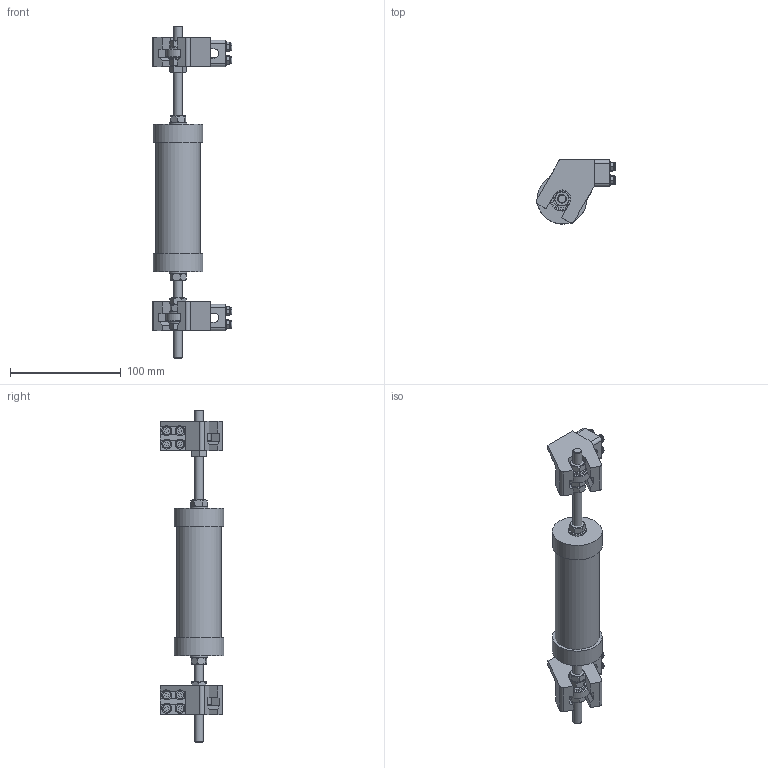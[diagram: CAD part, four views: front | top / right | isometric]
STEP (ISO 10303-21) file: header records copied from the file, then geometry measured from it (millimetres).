
FILE_DESCRIPTION(/* description */ ('Alibre Inc.'),/* implementation_level */ '2;1');
FILE_NAME(/* name */ 'export0',/* time_stamp */ '2012-08-02T17:55:27+02:00',/* author */ (''),/* organization */ (''),/* preprocessor_version */ 'ST-DEVELOPER v14',/* originating_system */ 'Alibre',/* authorisation */ '');
FILE_SCHEMA (('AUTOMOTIVE_DESIGN'));
Length unit declared in the file: centimetre
Products named in the file (15): ID_1
Bounding box: 71.78 x 57.72 x 300 mm (x, y, z)
Volume: 248980.9 mm3; surface area: 112572.5 mm2
Topology: 70 solids, 70 shells, 989 faces, 2230 edges, 1412 vertices
Faces by surface type: plane 473, cylinder 302, cone 198, torus 16
Full cylindrical faces by diameter (mm): 4 x8, 8 x1, 8.4 x5, 15 x2, 22.4 x3, 26 x1, 28 x3, 37 x2, 40 x1, 45 x2
Entity records: 6603 total; most frequent: CARTESIAN_POINT 1171, DIRECTION 1062, ORIENTED_EDGE 966, EDGE_CURVE 483, AXIS2_PLACEMENT_3D 456, VERTEX_POINT 318, EDGE_LOOP 263, FACE_BOUND 263
